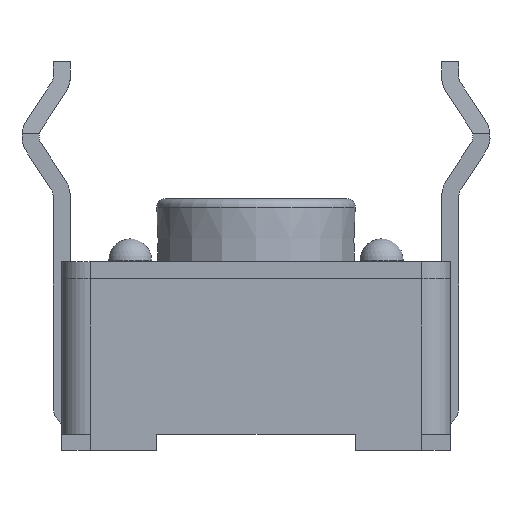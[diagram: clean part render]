
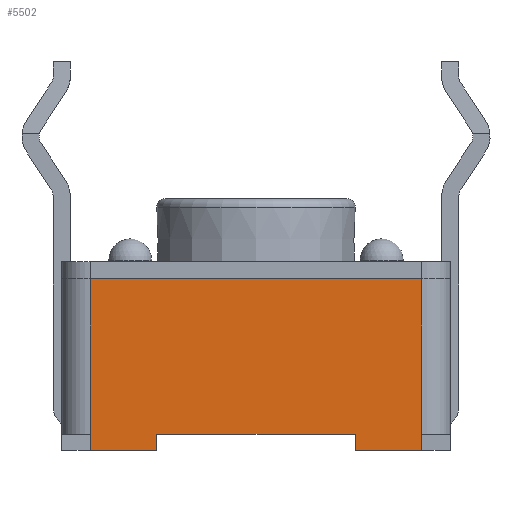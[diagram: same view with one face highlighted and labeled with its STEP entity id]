
A CAD part, front view. The second image highlights one B-rep face of the part: STEP entity #5502.
In plain terms, the highlighted planar face has unit normal (0, -1, 0).
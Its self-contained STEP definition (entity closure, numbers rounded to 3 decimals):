
#220=PLANE('',#5938);
#487=FACE_OUTER_BOUND('',#789,.T.);
#789=EDGE_LOOP('',(#4312,#4313,#4314,#4315,#4316,#4317,#4318,#4319,#4320,
#4321));
#1308=LINE('',#8418,#1907);
#1395=LINE('',#8663,#1994);
#1401=LINE('',#8678,#2000);
#1402=LINE('',#8681,#2001);
#1403=LINE('',#8683,#2002);
#1404=LINE('',#8685,#2003);
#1405=LINE('',#8687,#2004);
#1406=LINE('',#8689,#2005);
#1407=LINE('',#8691,#2006);
#1408=LINE('',#8692,#2007);
#1907=VECTOR('',#6686,10.);
#1994=VECTOR('',#6907,10.);
#2000=VECTOR('',#6921,10.);
#2001=VECTOR('',#6924,10.);
#2002=VECTOR('',#6925,10.);
#2003=VECTOR('',#6926,10.);
#2004=VECTOR('',#6927,10.);
#2005=VECTOR('',#6928,10.);
#2006=VECTOR('',#6929,10.);
#2007=VECTOR('',#6930,10.);
#2538=VERTEX_POINT('',#8413);
#2539=VERTEX_POINT('',#8417);
#2630=VERTEX_POINT('',#8662);
#2635=VERTEX_POINT('',#8676);
#2636=VERTEX_POINT('',#8680);
#2637=VERTEX_POINT('',#8682);
#2638=VERTEX_POINT('',#8684);
#2639=VERTEX_POINT('',#8686);
#2640=VERTEX_POINT('',#8688);
#2641=VERTEX_POINT('',#8690);
#3141=EDGE_CURVE('',#2539,#2538,#1308,.T.);
#3264=EDGE_CURVE('',#2539,#2630,#1395,.T.);
#3272=EDGE_CURVE('',#2635,#2538,#1401,.T.);
#3273=EDGE_CURVE('',#2635,#2636,#1402,.T.);
#3274=EDGE_CURVE('',#2636,#2637,#1403,.T.);
#3275=EDGE_CURVE('',#2638,#2637,#1404,.T.);
#3276=EDGE_CURVE('',#2638,#2639,#1405,.T.);
#3277=EDGE_CURVE('',#2639,#2640,#1406,.T.);
#3278=EDGE_CURVE('',#2640,#2641,#1407,.T.);
#3279=EDGE_CURVE('',#2630,#2641,#1408,.T.);
#4312=ORIENTED_EDGE('',*,*,#3264,.F.);
#4313=ORIENTED_EDGE('',*,*,#3141,.T.);
#4314=ORIENTED_EDGE('',*,*,#3272,.F.);
#4315=ORIENTED_EDGE('',*,*,#3273,.T.);
#4316=ORIENTED_EDGE('',*,*,#3274,.T.);
#4317=ORIENTED_EDGE('',*,*,#3275,.F.);
#4318=ORIENTED_EDGE('',*,*,#3276,.T.);
#4319=ORIENTED_EDGE('',*,*,#3277,.T.);
#4320=ORIENTED_EDGE('',*,*,#3278,.T.);
#4321=ORIENTED_EDGE('',*,*,#3279,.F.);
#5502=ADVANCED_FACE('',(#487),#220,.T.);
#5938=AXIS2_PLACEMENT_3D('',#8679,#6922,#6923);
#6686=DIRECTION('',(-1.,0.,0.));
#6907=DIRECTION('',(0.,0.,-1.));
#6921=DIRECTION('',(0.,0.,1.));
#6922=DIRECTION('center_axis',(0.,-1.,0.));
#6923=DIRECTION('ref_axis',(0.,0.,-1.));
#6924=DIRECTION('',(0.,0.,-1.));
#6925=DIRECTION('',(1.,0.,0.));
#6926=DIRECTION('',(0.,0.,-1.));
#6927=DIRECTION('',(1.,0.,0.));
#6928=DIRECTION('',(0.,0.,-1.));
#6929=DIRECTION('',(1.,0.,0.));
#6930=DIRECTION('',(0.,0.,-1.));
#8413=CARTESIAN_POINT('',(-2.9,-3.4,1.36));
#8417=CARTESIAN_POINT('',(2.9,-3.4,1.36));
#8418=CARTESIAN_POINT('',(-3.4,-3.4,1.36));
#8662=CARTESIAN_POINT('',(2.9,-3.4,-1.36));
#8663=CARTESIAN_POINT('',(2.9,-3.4,0.));
#8676=CARTESIAN_POINT('',(-2.9,-3.4,-1.36));
#8678=CARTESIAN_POINT('',(-2.9,-3.4,0.));
#8679=CARTESIAN_POINT('Origin',(3.4,-3.4,0.));
#8680=CARTESIAN_POINT('',(-2.9,-3.4,-1.64));
#8681=CARTESIAN_POINT('',(-2.9,-3.4,-1.36));
#8682=CARTESIAN_POINT('',(-1.74,-3.4,-1.64));
#8683=CARTESIAN_POINT('',(-2.9,-3.4,-1.64));
#8684=CARTESIAN_POINT('',(-1.74,-3.4,-1.36));
#8685=CARTESIAN_POINT('',(-1.74,-3.4,-1.36));
#8686=CARTESIAN_POINT('',(1.74,-3.4,-1.36));
#8687=CARTESIAN_POINT('',(-3.4,-3.4,-1.36));
#8688=CARTESIAN_POINT('',(1.74,-3.4,-1.64));
#8689=CARTESIAN_POINT('',(1.74,-3.4,-1.36));
#8690=CARTESIAN_POINT('',(2.9,-3.4,-1.64));
#8691=CARTESIAN_POINT('',(2.9,-3.4,-1.64));
#8692=CARTESIAN_POINT('',(2.9,-3.4,-1.36));
